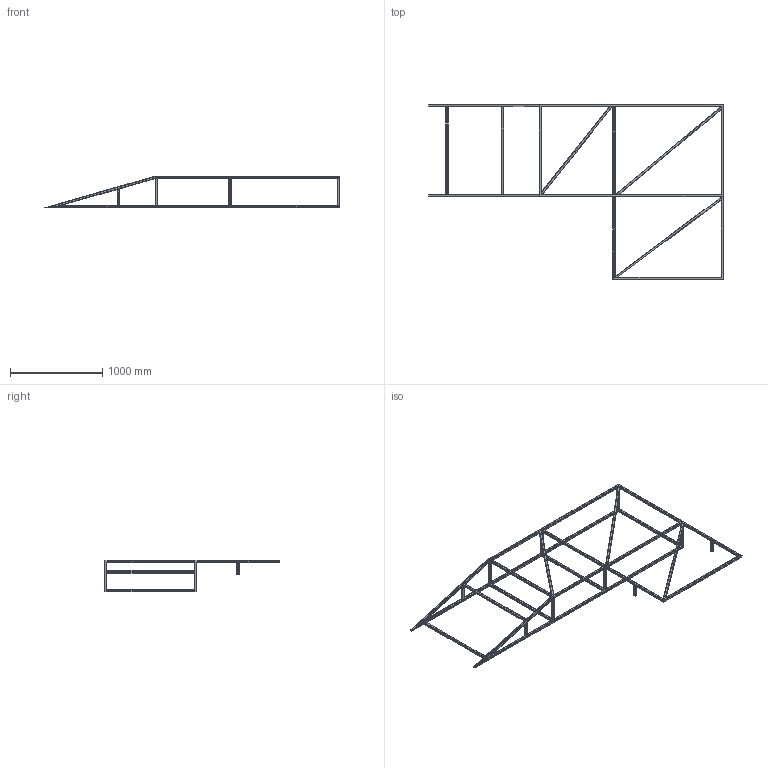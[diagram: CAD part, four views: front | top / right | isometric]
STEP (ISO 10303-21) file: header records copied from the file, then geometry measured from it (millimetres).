
FILE_DESCRIPTION(/* description */ ('Unknown'),/* implementation_level */ '2;1');
FILE_NAME(/* name */ 'Frame Components',/* time_stamp */ '2018-06-19T09:52:56-03:00',/* author */ ('Unknown'),/* organization */ ('Unknown'),/* preprocessor_version */ 'ST-DEVELOPER v16',/* originating_system */ 'DEX',/* authorisation */ $);
FILE_SCHEMA (('AUTOMOTIVE_DESIGN {1 0 10303 214 3 1 1}'));
Length unit declared in the file: millimetre
Products named in the file (40): Frame Components; Frame_1; SquareTubing 25x25x3 mm_2; SquareTubing 25x25x3 mm_3; SquareTubing 25x25x3 mm_4; SquareTubing 25x25x3 mm_5; SquareTubing 25x25x3 mm_6; SquareTubing 25x25x3 mm_7; SquareTubing 25x25x3 mm_8; SquareTubing 25x25x3 mm_9; SquareTubing 25x25x3 mm_11; SquareTubing 25x25x3 mm_12; SquareTubing 25x25x3 mm_13; SquareTubing 25x25x3 mm_14; SquareTubing 25x25x3 mm_15; SquareTubing 25x25x3 mm_16; Frame_2; SquareTubing 25x25x3 mm_17; SquareTubing 25x25x3 mm_18; Frame_3; SquareTubing 25x25x3 mm_19; SquareTubing 25x25x3 mm_20; SquareTubing 25x25x3 mm_21; SquareTubing 25x25x3 mm_22; SquareTubing 25x25x3 mm_31; Frame_4; SquareTubing 25x25x3 mm_23; SquareTubing 25x25x3 mm_24; SquareTubing 25x25x3 mm_25; Frame_5; SquareTubing 25x25x3 mm_26; SquareTubing 25x25x3 mm_27; SquareTubing 25x25x3 mm_28; Frame_6; SquareTubing 25x25x3 mm_29; SquareTubing 25x25x3 mm_30; Frame_7; SquareTubing 25x25x3 mm_32; SquareTubing 25x25x3 mm_33; SquareTubing 25x25x3 mm_34
Assembly tree (39 placements, depth 3):
  Frame Components
    Frame_1
      SquareTubing 25x25x3 mm_2
      SquareTubing 25x25x3 mm_3
      SquareTubing 25x25x3 mm_4
      SquareTubing 25x25x3 mm_5
      SquareTubing 25x25x3 mm_6
      SquareTubing 25x25x3 mm_7
      SquareTubing 25x25x3 mm_8
      SquareTubing 25x25x3 mm_9
      SquareTubing 25x25x3 mm_11
      SquareTubing 25x25x3 mm_12
      SquareTubing 25x25x3 mm_13
      SquareTubing 25x25x3 mm_14
      SquareTubing 25x25x3 mm_15
      SquareTubing 25x25x3 mm_16
    Frame_2
      SquareTubing 25x25x3 mm_17
      SquareTubing 25x25x3 mm_18
    Frame_3
      SquareTubing 25x25x3 mm_19
      SquareTubing 25x25x3 mm_20
      SquareTubing 25x25x3 mm_21
      SquareTubing 25x25x3 mm_22
      SquareTubing 25x25x3 mm_31
    Frame_4
      SquareTubing 25x25x3 mm_23
      SquareTubing 25x25x3 mm_24
      SquareTubing 25x25x3 mm_25
    Frame_5
      SquareTubing 25x25x3 mm_26
      SquareTubing 25x25x3 mm_27
      SquareTubing 25x25x3 mm_28
    Frame_6
      SquareTubing 25x25x3 mm_29
      SquareTubing 25x25x3 mm_30
    Frame_7
      SquareTubing 25x25x3 mm_32
      SquareTubing 25x25x3 mm_33
      SquareTubing 25x25x3 mm_34
Bounding box: 3200 x 1898 x 345 mm (x, y, z)
Volume: 7598955.3 mm3; surface area: 4978905.9 mm2
Topology: 32 solids, 32 shells, 587 faces, 1582 edges, 1052 vertices
Faces by surface type: plane 327, cylinder 260
Entity records: 19725 total; most frequent: CARTESIAN_POINT 3378, DIRECTION 3344, ORIENTED_EDGE 3164, EDGE_CURVE 1582, AXIS2_PLACEMENT_3D 1143, LINE 1058, VECTOR 1058, VERTEX_POINT 1052
